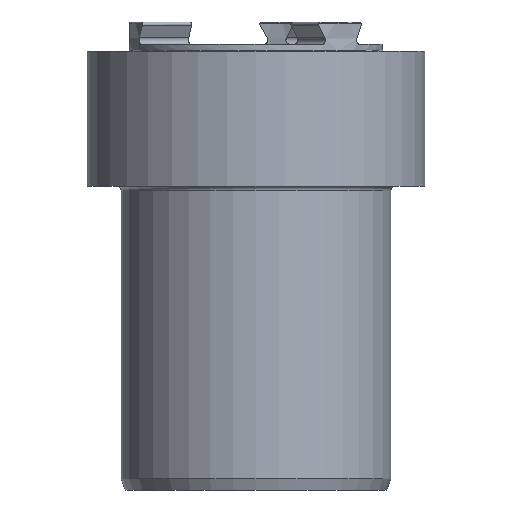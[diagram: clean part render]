
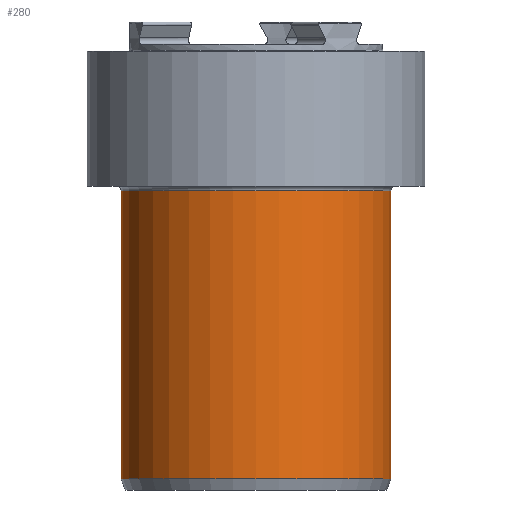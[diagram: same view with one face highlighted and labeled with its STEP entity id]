
A CAD part, front view. The second image highlights one B-rep face of the part: STEP entity #280.
In plain terms, the highlighted cylindrical face has radius 12 mm (diameter 24 mm), a full revolution.
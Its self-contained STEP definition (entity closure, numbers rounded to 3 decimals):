
#227=CYLINDRICAL_SURFACE('',#1009,12.);
#280=ADVANCED_FACE('',(#322,#323),#227,.T.);
#322=FACE_BOUND('',#396,.T.);
#323=FACE_BOUND('',#397,.T.);
#396=EDGE_LOOP('',(#642));
#397=EDGE_LOOP('',(#643));
#642=ORIENTED_EDGE('',*,*,#857,.T.);
#643=ORIENTED_EDGE('',*,*,#858,.T.);
#734=VERTEX_POINT('',#2029);
#735=VERTEX_POINT('',#2032);
#857=EDGE_CURVE('',#734,#734,#900,.T.);
#858=EDGE_CURVE('',#735,#735,#901,.T.);
#900=CIRCLE('',#1006,12.);
#901=CIRCLE('',#1008,12.);
#1006=AXIS2_PLACEMENT_3D('',#2028,#1251,#1252);
#1008=AXIS2_PLACEMENT_3D('',#2031,#1255,#1256);
#1009=AXIS2_PLACEMENT_3D('',#2033,#1257,#1258);
#1251=DIRECTION('',(0.,0.,1.));
#1252=DIRECTION('',(-1.,0.,0.));
#1255=DIRECTION('',(0.,0.,-1.));
#1256=DIRECTION('',(-1.,0.,0.));
#1257=DIRECTION('',(0.,0.,-1.));
#1258=DIRECTION('',(-1.,0.,0.));
#2028=CARTESIAN_POINT('',(0.,0.,-26.));
#2029=CARTESIAN_POINT('',(-12.,0.,-26.));
#2031=CARTESIAN_POINT('',(0.,0.,-0.4));
#2032=CARTESIAN_POINT('',(-12.,0.,-0.4));
#2033=CARTESIAN_POINT('',(0.,0.,-57.708));
